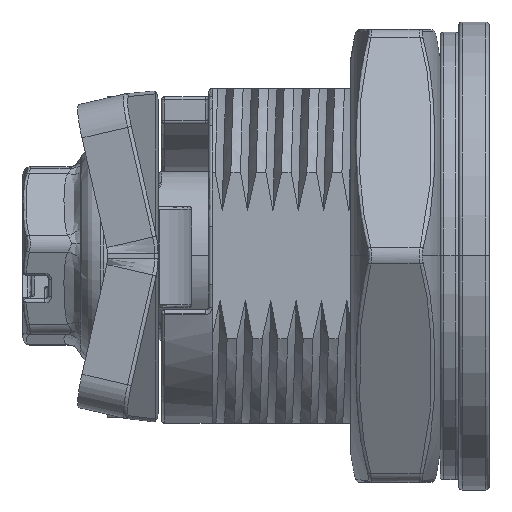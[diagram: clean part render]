
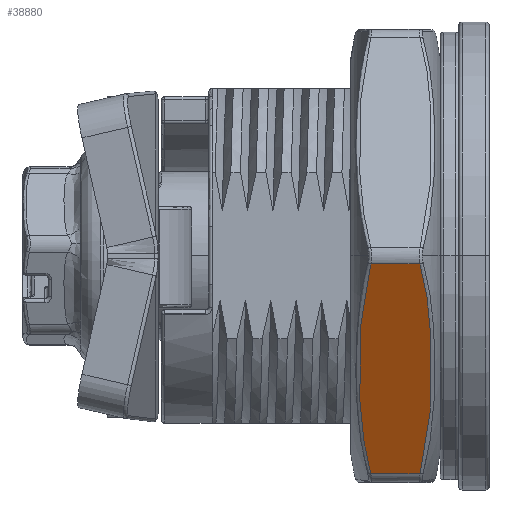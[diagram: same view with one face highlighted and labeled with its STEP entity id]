
A CAD part, top view. The second image highlights one B-rep face of the part: STEP entity #38880.
In plain terms, the highlighted face is planar.
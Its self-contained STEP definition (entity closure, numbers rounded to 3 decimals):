
#30374 = PLANE ( 'NONE',  #30398 ) ;
#30398 = AXIS2_PLACEMENT_3D ( 'NONE', #31600, #31598, #32278 ) ;
#31598 = DIRECTION ( 'NONE',  ( -0.5, 0., -0.866 ) ) ;
#31600 = CARTESIAN_POINT ( 'NONE',  ( 0., 5.3, 15.473 ) ) ;
#32167 = CARTESIAN_POINT ( 'NONE',  ( 0.5, 1.188, 15.184 ) ) ;
#32170 = CARTESIAN_POINT ( 'NONE',  ( 12.9, 1.188, 8.025 ) ) ;
#32202 = CARTESIAN_POINT ( 'NONE',  ( 0.5, 4.112, 15.184 ) ) ;
#32244 = FACE_OUTER_BOUND ( 'NONE', #38872, .T. ) ;
#32278 = DIRECTION ( 'NONE',  ( -0.866, 0., 0.5 ) ) ;
#32414 = LINE ( 'NONE', #32532, #32530 ) ;
#32456 = B_SPLINE_CURVE_WITH_KNOTS ( 'NONE', 3,
 ( #32608, #32601, #32599, #32597, #32595, #32593, #32591, #32589, #32587, #32585 ),
 .UNSPECIFIED., .F., .F.,
 ( 4, 2, 2, 2, 4 ),
 ( 0., 0.004, 0.007, 0.011, 0.014 ),
 .UNSPECIFIED. ) ;
#32473 = DIRECTION ( 'NONE',  ( 0., -1., 0. ) ) ;
#32477 = CARTESIAN_POINT ( 'NONE',  ( 0.5, 4.112, 15.184 ) ) ;
#32479 = CARTESIAN_POINT ( 'NONE',  ( 1.518, 4.39, 14.596 ) ) ;
#32481 = CARTESIAN_POINT ( 'NONE',  ( 2.552, 4.556, 14. ) ) ;
#32483 = CARTESIAN_POINT ( 'NONE',  ( 4.634, 4.762, 12.797 ) ) ;
#32485 = CARTESIAN_POINT ( 'NONE',  ( 5.673, 4.802, 12.198 ) ) ;
#32487 = CARTESIAN_POINT ( 'NONE',  ( 7.746, 4.802, 11.001 ) ) ;
#32489 = CARTESIAN_POINT ( 'NONE',  ( 8.781, 4.76, 10.403 ) ) ;
#32491 = CARTESIAN_POINT ( 'NONE',  ( 10.846, 4.556, 9.211 ) ) ;
#32493 = CARTESIAN_POINT ( 'NONE',  ( 11.875, 4.392, 8.617 ) ) ;
#32495 = CARTESIAN_POINT ( 'NONE',  ( 12.9, 4.112, 8.025 ) ) ;
#32507 = B_SPLINE_CURVE_WITH_KNOTS ( 'NONE', 3,
 ( #32495, #32493, #32491, #32489, #32487, #32485, #32483, #32481, #32479, #32477 ),
 .UNSPECIFIED., .F., .F.,
 ( 4, 2, 2, 2, 4 ),
 ( 0., 0.004, 0.007, 0.011, 0.014 ),
 .UNSPECIFIED. ) ;
#32511 = VECTOR ( 'NONE', #32473, 1000. ) ;
#32513 = CARTESIAN_POINT ( 'NONE',  ( 0.5, 5.3, 15.184 ) ) ;
#32514 = LINE ( 'NONE', #32513, #32511 ) ;
#32517 = CARTESIAN_POINT ( 'NONE',  ( 12.9, 4.112, 8.025 ) ) ;
#32529 = DIRECTION ( 'NONE',  ( 0., 1., 0. ) ) ;
#32530 = VECTOR ( 'NONE', #32529, 1000. ) ;
#32532 = CARTESIAN_POINT ( 'NONE',  ( 12.9, 5.3, 8.025 ) ) ;
#32585 = CARTESIAN_POINT ( 'NONE',  ( 12.9, 1.188, 8.025 ) ) ;
#32587 = CARTESIAN_POINT ( 'NONE',  ( 11.882, 0.91, 8.613 ) ) ;
#32589 = CARTESIAN_POINT ( 'NONE',  ( 10.848, 0.744, 9.21 ) ) ;
#32591 = CARTESIAN_POINT ( 'NONE',  ( 8.766, 0.538, 10.412 ) ) ;
#32593 = CARTESIAN_POINT ( 'NONE',  ( 7.727, 0.498, 11.012 ) ) ;
#32595 = CARTESIAN_POINT ( 'NONE',  ( 5.654, 0.498, 12.209 ) ) ;
#32597 = CARTESIAN_POINT ( 'NONE',  ( 4.619, 0.54, 12.806 ) ) ;
#32599 = CARTESIAN_POINT ( 'NONE',  ( 2.554, 0.744, 13.998 ) ) ;
#32601 = CARTESIAN_POINT ( 'NONE',  ( 1.525, 0.908, 14.593 ) ) ;
#32608 = CARTESIAN_POINT ( 'NONE',  ( 0.5, 1.188, 15.184 ) ) ;
#38865 = VERTEX_POINT ( 'NONE', #32167 ) ;
#38866 = VERTEX_POINT ( 'NONE', #32170 ) ;
#38868 = VERTEX_POINT ( 'NONE', #32202 ) ;
#38872 = EDGE_LOOP ( 'NONE', ( #38910, #38902, #38909, #38876 ) ) ;
#38876 = ORIENTED_EDGE ( 'NONE', *, *, #38904, .T. ) ;
#38880 = ADVANCED_FACE ( 'NONE', ( #32244 ), #30374, .F. ) ;
#38900 = EDGE_CURVE ( 'NONE', #38866, #38908, #32414, .T. ) ;
#38902 = ORIENTED_EDGE ( 'NONE', *, *, #38911, .T. ) ;
#38904 = EDGE_CURVE ( 'NONE', #38908, #38868, #32507, .T. ) ;
#38906 = EDGE_CURVE ( 'NONE', #38868, #38865, #32514, .T. ) ;
#38908 = VERTEX_POINT ( 'NONE', #32517 ) ;
#38909 = ORIENTED_EDGE ( 'NONE', *, *, #38900, .T. ) ;
#38910 = ORIENTED_EDGE ( 'NONE', *, *, #38906, .T. ) ;
#38911 = EDGE_CURVE ( 'NONE', #38865, #38866, #32456, .T. ) ;
